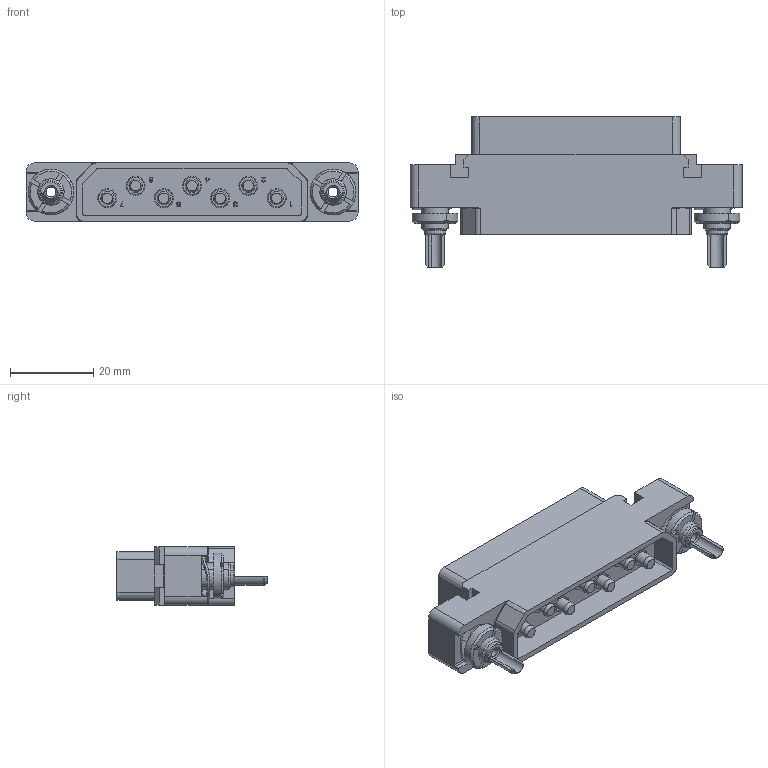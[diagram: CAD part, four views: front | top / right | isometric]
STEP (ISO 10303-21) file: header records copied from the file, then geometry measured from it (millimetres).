
FILE_DESCRIPTION((''),'2;1');
FILE_NAME('1900ND06P1B00B','2019-10-29T',('presta_be4'),(''),'CREO PARAMETRIC BY PTC INC, 2018360','CREO PARAMETRIC BY PTC INC, 2018360','');
FILE_SCHEMA(('CONFIG_CONTROL_DESIGN'));
Products named in the file (1): 1900ND06P1B00B
Bounding box: 80 x 36.35 x 14 mm (x, y, z)
Volume: 16775.3 mm3; surface area: 16147.1 mm2
Topology: 1 solids, 8 shells, 1871 faces, 4802 edges, 3033 vertices
Faces by surface type: plane 1009, cylinder 398, torus 196, cone 196, extrusion 30, bspline 28, sphere 14
Entity records: 64155 total; most frequent: CARTESIAN_POINT 18392, ORIENTED_EDGE 9568, DIRECTION 9404, EDGE_CURVE 4784, VECTOR 3212, LINE 3182, AXIS2_PLACEMENT_3D 3096, VERTEX_POINT 3033
